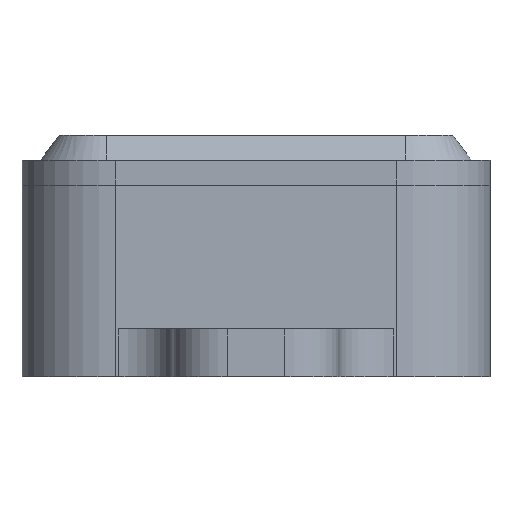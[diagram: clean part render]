
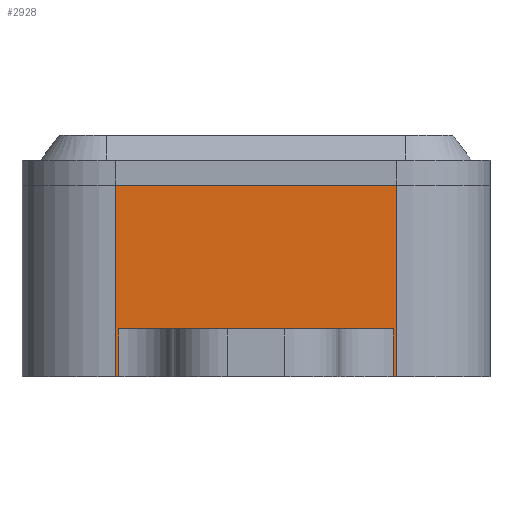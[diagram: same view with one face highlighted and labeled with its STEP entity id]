
A CAD part, left-side view. The second image highlights one B-rep face of the part: STEP entity #2928.
In plain terms, the highlighted planar face has unit normal (-1, 0, 0).
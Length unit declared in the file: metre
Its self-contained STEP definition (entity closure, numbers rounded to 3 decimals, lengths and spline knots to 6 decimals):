
#277=ORIENTED_EDGE('',*,*,#1131,.F.);
#278=ORIENTED_EDGE('',*,*,#1132,.T.);
#279=ORIENTED_EDGE('',*,*,#1133,.F.);
#280=ORIENTED_EDGE('',*,*,#1134,.T.);
#281=ORIENTED_EDGE('',*,*,#1135,.F.);
#282=ORIENTED_EDGE('',*,*,#1136,.T.);
#283=ORIENTED_EDGE('',*,*,#1137,.T.);
#284=ORIENTED_EDGE('',*,*,#1138,.F.);
#1131=EDGE_CURVE('',#1552,#1553,#1836,.T.);
#1132=EDGE_CURVE('',#1552,#1554,#1837,.F.);
#1133=EDGE_CURVE('',#1555,#1554,#1838,.T.);
#1134=EDGE_CURVE('',#1555,#1556,#1839,.T.);
#1135=EDGE_CURVE('',#1557,#1556,#1840,.T.);
#1136=EDGE_CURVE('',#1557,#1558,#1841,.T.);
#1137=EDGE_CURVE('',#1558,#1559,#1842,.T.);
#1138=EDGE_CURVE('',#1553,#1559,#1843,.T.);
#1552=VERTEX_POINT('',#4244);
#1553=VERTEX_POINT('',#4245);
#1554=VERTEX_POINT('',#4247);
#1555=VERTEX_POINT('',#4249);
#1556=VERTEX_POINT('',#4251);
#1557=VERTEX_POINT('',#4253);
#1558=VERTEX_POINT('',#4255);
#1559=VERTEX_POINT('',#4257);
#1836=LINE('',#4243,#2134);
#1837=LINE('',#4246,#2135);
#1838=LINE('',#4248,#2136);
#1839=LINE('',#4250,#2137);
#1840=LINE('',#4252,#2138);
#1841=LINE('',#4254,#2139);
#1842=LINE('',#4256,#2140);
#1843=LINE('',#4258,#2141);
#2134=VECTOR('',#3449,1.);
#2135=VECTOR('',#3450,1.);
#2136=VECTOR('',#3451,1.);
#2137=VECTOR('',#3452,1.);
#2138=VECTOR('',#3453,1.);
#2139=VECTOR('',#3454,1.);
#2140=VECTOR('',#3455,1.);
#2141=VECTOR('',#3456,1.);
#2424=EDGE_LOOP('',(#277,#278,#279,#280,#281,#282,#283,#284));
#2625=FACE_BOUND('',#2424,.T.);
#2817=PLANE('',#3145);
#2928=ADVANCED_FACE('',(#2625),#2817,.F.);
#3145=AXIS2_PLACEMENT_3D('',#4242,#3447,#3448);
#3447=DIRECTION('',(1.,0.,0.));
#3448=DIRECTION('',(0.,0.,-1.));
#3449=DIRECTION('',(0.,1.,0.));
#3450=DIRECTION('',(0.,0.,-1.));
#3451=DIRECTION('',(0.,1.,0.));
#3452=DIRECTION('',(0.,0.,-1.));
#3453=DIRECTION('',(0.,1.,0.));
#3454=DIRECTION('',(0.,0.,1.));
#3455=DIRECTION('',(0.,1.,0.));
#3456=DIRECTION('',(0.,0.,1.));
#4242=CARTESIAN_POINT('',(-0.011638,0.,-0.003163));
#4243=CARTESIAN_POINT('',(-0.011638,0.,-0.003163));
#4244=CARTESIAN_POINT('',(-0.011638,0.006826,-0.003163));
#4245=CARTESIAN_POINT('',(-0.011638,0.007,-0.003163));
#4246=CARTESIAN_POINT('',(-0.011638,0.006826,-0.003163));
#4247=CARTESIAN_POINT('',(-0.011638,0.006826,-0.000781));
#4248=CARTESIAN_POINT('',(-0.011638,0.,-0.000781));
#4249=CARTESIAN_POINT('',(-0.011638,-0.006826,-0.000781));
#4250=CARTESIAN_POINT('',(-0.011638,-0.006826,-0.003163));
#4251=CARTESIAN_POINT('',(-0.011638,-0.006826,-0.003163));
#4252=CARTESIAN_POINT('',(-0.011638,0.,-0.003163));
#4253=CARTESIAN_POINT('',(-0.011638,-0.007,-0.003163));
#4254=CARTESIAN_POINT('',(-0.011638,-0.007,-0.003163));
#4255=CARTESIAN_POINT('',(-0.011638,-0.007,0.006363));
#4256=CARTESIAN_POINT('',(-0.011638,0.,0.006363));
#4257=CARTESIAN_POINT('',(-0.011638,0.007,0.006363));
#4258=CARTESIAN_POINT('',(-0.011638,0.007,-0.003163));
